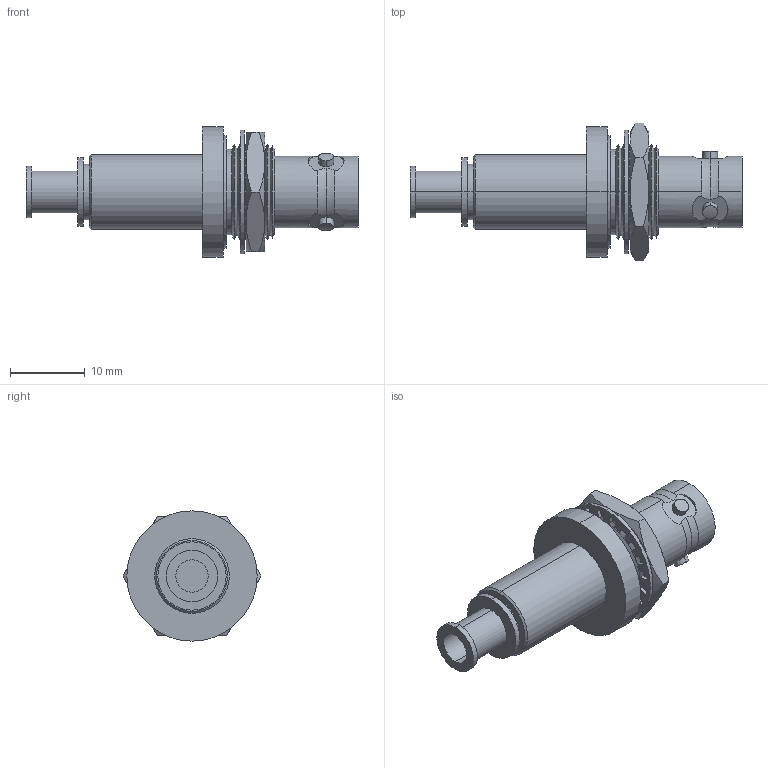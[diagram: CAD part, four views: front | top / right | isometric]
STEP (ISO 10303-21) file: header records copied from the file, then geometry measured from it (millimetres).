
FILE_DESCRIPTION (( 'STEP AP214' ), '1' );
FILE_NAME ('FMCN10-06578-204_3D.step', '2023-03-17T12:50:57', ( '' ), ( '' ), 'SwSTEP 2.0', 'SolidWorks 2022', '' );
FILE_SCHEMA (( 'AUTOMOTIVE_DESIGN' ));
Length unit declared in the file: inch
Products named in the file (5): 10-06578-204-MA1_WITH FERRULE; FMCN10-06578-204_3D; 10-06578-204-MA4; 10-06578-204-MA2; 10-06578-204-MA6
Assembly tree (4 placements, depth 2):
  FMCN10-06578-204_3D
    10-06578-204-MA1_WITH FERRULE
    10-06578-204-MA2
    10-06578-204-MA4
    10-06578-204-MA6
Bounding box: 44.45 x 18.48 x 17.45 mm (x, y, z)
Volume: 3009.9 mm3; surface area: 3903.1 mm2
Topology: 4 solids, 5 shells, 292 faces, 706 edges, 443 vertices
Faces by surface type: cylinder 116, plane 88, cone 77, torus 8, bspline 3
Entity records: 10224 total; most frequent: CARTESIAN_POINT 2758, DIRECTION 1487, ORIENTED_EDGE 1408, EDGE_CURVE 704, AXIS2_PLACEMENT_3D 588, VERTEX_POINT 443, EDGE_LOOP 317, VECTOR 311
